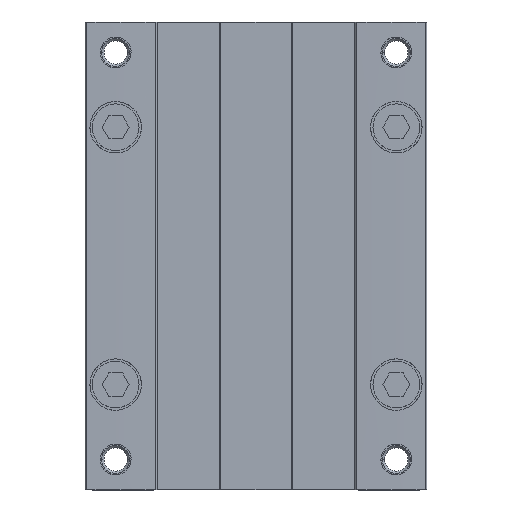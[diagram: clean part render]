
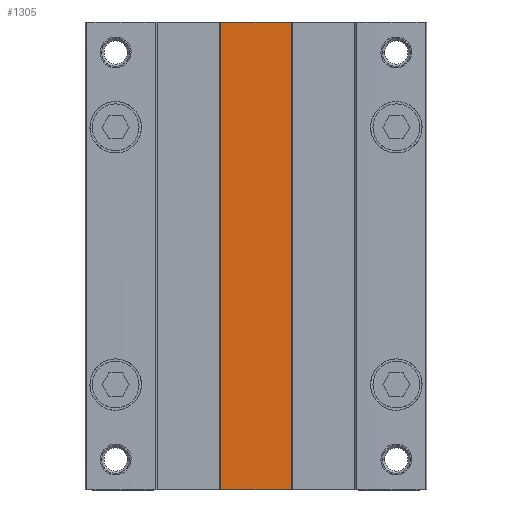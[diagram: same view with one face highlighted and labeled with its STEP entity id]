
A CAD part, top view. The second image highlights one B-rep face of the part: STEP entity #1305.
In plain terms, the highlighted planar face has unit normal (0, 0, 1).
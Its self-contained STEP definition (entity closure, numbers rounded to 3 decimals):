
#1305=ADVANCED_FACE('',(#3534),#3535,.T.);
#3534=FACE_OUTER_BOUND('',#6784,.T.);
#3535=PLANE('',#6785);
#6784=EDGE_LOOP('',(#10655,#10656,#10657,#10658));
#6785=AXIS2_PLACEMENT_3D('',#10659,#10660,#10661);
#10655=ORIENTED_EDGE('',*,*,#20133,.T.);
#10656=ORIENTED_EDGE('',*,*,#20134,.F.);
#10657=ORIENTED_EDGE('',*,*,#20135,.F.);
#10658=ORIENTED_EDGE('',*,*,#20130,.T.);
#10659=CARTESIAN_POINT('',(0.0,0.0,23.7));
#10660=DIRECTION('',(0.0,0.0,1.0));
#10661=DIRECTION('',(1.0,0.0,0.0));
#20130=EDGE_CURVE('',#24456,#24454,#24457,.T.);
#20133=EDGE_CURVE('',#24454,#24460,#24461,.T.);
#20134=EDGE_CURVE('',#24462,#24460,#24463,.T.);
#20135=EDGE_CURVE('',#24456,#24462,#24464,.T.);
#24454=VERTEX_POINT('',#31454);
#24456=VERTEX_POINT('',#31457);
#24457=LINE('',#31458,#31459);
#24460=VERTEX_POINT('',#31463);
#24461=LINE('',#31464,#31465);
#24462=VERTEX_POINT('',#31466);
#24463=LINE('',#31467,#31468);
#24464=LINE('',#31469,#31470);
#31454=CARTESIAN_POINT('',(7.5,100.0,23.7));
#31457=CARTESIAN_POINT('',(7.5,0.0,23.7));
#31458=CARTESIAN_POINT('',(7.5,0.0,23.7));
#31459=VECTOR('',#39084,1.0);
#31463=CARTESIAN_POINT('',(-7.5,100.0,23.7));
#31464=CARTESIAN_POINT('',(7.5,100.0,23.7));
#31465=VECTOR('',#39086,1.0);
#31466=CARTESIAN_POINT('',(-7.5,0.0,23.7));
#31467=CARTESIAN_POINT('',(-7.5,0.0,23.7));
#31468=VECTOR('',#39087,1.0);
#31469=CARTESIAN_POINT('',(7.5,0.0,23.7));
#31470=VECTOR('',#39088,1.0);
#39084=DIRECTION('',(0.0,1.0,0.0));
#39086=DIRECTION('',(-1.0,0.0,0.0));
#39087=DIRECTION('',(0.0,1.0,0.0));
#39088=DIRECTION('',(-1.0,0.0,0.0));
